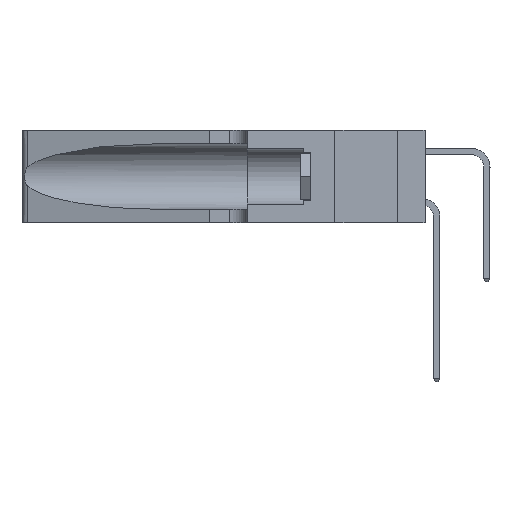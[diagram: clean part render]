
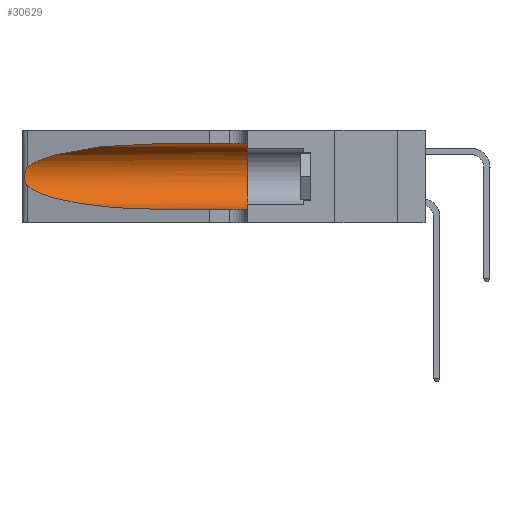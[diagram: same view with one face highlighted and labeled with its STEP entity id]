
A CAD part, left-side view. The second image highlights one B-rep face of the part: STEP entity #30629.
In plain terms, the highlighted cylindrical face has radius 3.308 mm (diameter 6.617 mm), a partial arc.
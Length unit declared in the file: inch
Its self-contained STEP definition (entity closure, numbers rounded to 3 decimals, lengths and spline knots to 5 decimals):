
#273 = VECTOR ( 'NONE', #22402, 39.37008 ) ;
#1142 = CARTESIAN_POINT ( 'NONE',  ( 0.25639, 1.23184, 0.21858 ) ) ;
#1154 = EDGE_CURVE ( 'NONE', #27863, #35180, #40374, .T. ) ;
#1284 = CARTESIAN_POINT ( 'NONE',  ( 0.25555, 1.22994, 0.2215 ) ) ;
#2004 = EDGE_CURVE ( 'NONE', #13682, #27863, #34264, .T. ) ;
#4190 = CARTESIAN_POINT ( 'NONE',  ( 0.25639, 1.23186, 0.15144 ) ) ;
#4458 = CARTESIAN_POINT ( 'NONE',  ( 0.26017, 1.23833, 0.17102 ) ) ;
#4600 = CARTESIAN_POINT ( 'NONE',  ( 0.25787, 1.23484, 0.2124 ) ) ;
#4713 = EDGE_CURVE ( 'NONE', #18515, #36820, #8689, .T. ) ;
#5080 = VECTOR ( 'NONE', #27857, 39.37008 ) ;
#5246 = ORIENTED_EDGE ( 'NONE', *, *, #30538, .T. ) ;
#5335 = CARTESIAN_POINT ( 'NONE',  ( 0.2373, 1.15595, 0.08982 ) ) ;
#5408 = CARTESIAN_POINT ( 'NONE',  ( 0.1305, 1.61858, 0.185 ) ) ;
#5831 = CARTESIAN_POINT ( 'NONE',  ( 0.1305, 1.61858, 0.31525 ) ) ;
#5934 = ORIENTED_EDGE ( 'NONE', *, *, #25683, .F. ) ;
#6874 = DIRECTION ( 'NONE',  ( 0., 1., 0. ) ) ;
#8184 = ORIENTED_EDGE ( 'NONE', *, *, #4713, .T. ) ;
#8689 = LINE ( 'NONE', #15800, #273 ) ;
#10670 = CARTESIAN_POINT ( 'NONE',  ( 0.26075, 1.23896, 0.178 ) ) ;
#11550 = CARTESIAN_POINT ( 'NONE',  ( 0.1305, 0.35, 0.05475 ) ) ;
#11943 = CARTESIAN_POINT ( 'NONE',  ( 0.1305, 0.72297, 0.31525 ) ) ;
#12025 = DIRECTION ( 'NONE',  ( 0., -1., 0. ) ) ;
#12348 = CYLINDRICAL_SURFACE ( 'NONE', #13884, 0.13025 ) ;
#12494 = LINE ( 'NONE', #5831, #5080 ) ;
#13682 = VERTEX_POINT ( 'NONE', #11943 ) ;
#13884 = AXIS2_PLACEMENT_3D ( 'NONE', #5408, #12025, #27405 ) ;
#14915 = CARTESIAN_POINT ( 'NONE',  ( 0.1305, 0.35, 0.185 ) ) ;
#15800 = CARTESIAN_POINT ( 'NONE',  ( 0.1305, 1.61858, 0.05475 ) ) ;
#16317 = CARTESIAN_POINT ( 'NONE',  ( 0.25487, 1.22718, 0.14631 ) ) ;
#17126 = CARTESIAN_POINT ( 'NONE',  ( 0.25487, 1.22718, 0.14631 ) ) ;
#18270 = CARTESIAN_POINT ( 'NONE',  ( 0.25487, 1.22718, 0.22369 ) ) ;
#18515 = VERTEX_POINT ( 'NONE', #37603 ) ;
#19303 = CARTESIAN_POINT ( 'NONE',  ( 0.2373, 1.15595, 0.28018 ) ) ;
#20278 = CARTESIAN_POINT ( 'NONE',  ( 0.26075, 1.23896, 0.19203 ) ) ;
#20501 = CARTESIAN_POINT ( 'NONE',  ( 0.1305, 0.72297, 0.05475 ) ) ;
#20885 =( BOUNDED_CURVE ( )  B_SPLINE_CURVE ( 3, ( #24749, #5335, #38851, #20501 ),
 .UNSPECIFIED., .F., .F. ) 
 B_SPLINE_CURVE_WITH_KNOTS ( ( 4, 4 ),
 ( 3.44316, 4.71239 ),
 .UNSPECIFIED. ) 
 CURVE ( )  GEOMETRIC_REPRESENTATION_ITEM ( )  RATIONAL_B_SPLINE_CURVE ( ( 1., 0.87, 0.87, 1. ) ) 
 REPRESENTATION_ITEM ( '' )  );
#22161 = CIRCLE ( 'NONE', #35113, 0.13025 ) ;
#22402 = DIRECTION ( 'NONE',  ( 0., -1., 0. ) ) ;
#22597 = CARTESIAN_POINT ( 'NONE',  ( 0.25487, 1.22718, 0.22369 ) ) ;
#22914 = CARTESIAN_POINT ( 'NONE',  ( 0.25854, 1.2359, 0.20912 ) ) ;
#23319 = CARTESIAN_POINT ( 'NONE',  ( 0.26018, 1.23835, 0.19895 ) ) ;
#24749 = CARTESIAN_POINT ( 'NONE',  ( 0.25487, 1.22718, 0.14631 ) ) ;
#25146 = ORIENTED_EDGE ( 'NONE', *, *, #2004, .T. ) ;
#25683 = EDGE_CURVE ( 'NONE', #29074, #36820, #22161, .T. ) ;
#25884 = CARTESIAN_POINT ( 'NONE',  ( 0.1305, 0.72297, 0.31525 ) ) ;
#27405 = DIRECTION ( 'NONE',  ( 0., 0., -1. ) ) ;
#27857 = DIRECTION ( 'NONE',  ( 0., -1., 0. ) ) ;
#27863 = VERTEX_POINT ( 'NONE', #18270 ) ;
#29062 = CARTESIAN_POINT ( 'NONE',  ( 0.18966, 0.96281, 0.31525 ) ) ;
#29074 = VERTEX_POINT ( 'NONE', #36213 ) ;
#30538 = EDGE_CURVE ( 'NONE', #35180, #18515, #20885, .T. ) ;
#30629 = ADVANCED_FACE ( 'NONE', ( #33007 ), #12348, .F. ) ;
#30869 = ORIENTED_EDGE ( 'NONE', *, *, #1154, .T. ) ;
#33007 = FACE_OUTER_BOUND ( 'NONE', #39756, .T. ) ;
#34264 =( BOUNDED_CURVE ( )  B_SPLINE_CURVE ( 3, ( #25884, #29062, #19303, #22597 ),
 .UNSPECIFIED., .F., .F. ) 
 B_SPLINE_CURVE_WITH_KNOTS ( ( 4, 4 ),
 ( 1.5708, 2.84003 ),
 .UNSPECIFIED. ) 
 CURVE ( )  GEOMETRIC_REPRESENTATION_ITEM ( )  RATIONAL_B_SPLINE_CURVE ( ( 1., 0.87, 0.87, 1. ) ) 
 REPRESENTATION_ITEM ( '' )  );
#35113 = AXIS2_PLACEMENT_3D ( 'NONE', #14915, #6874, #35915 ) ;
#35180 = VERTEX_POINT ( 'NONE', #16317 ) ;
#35487 = ORIENTED_EDGE ( 'NONE', *, *, #35637, .F. ) ;
#35637 = EDGE_CURVE ( 'NONE', #13682, #29074, #12494, .T. ) ;
#35709 = CARTESIAN_POINT ( 'NONE',  ( 0.25487, 1.22718, 0.22369 ) ) ;
#35843 = CARTESIAN_POINT ( 'NONE',  ( 0.25555, 1.22993, 0.14849 ) ) ;
#35915 = DIRECTION ( 'NONE',  ( 0., 0., 1. ) ) ;
#35974 = CARTESIAN_POINT ( 'NONE',  ( 0.25789, 1.23486, 0.15765 ) ) ;
#36213 = CARTESIAN_POINT ( 'NONE',  ( 0.1305, 0.35, 0.31525 ) ) ;
#36820 = VERTEX_POINT ( 'NONE', #11550 ) ;
#37603 = CARTESIAN_POINT ( 'NONE',  ( 0.1305, 0.72297, 0.05475 ) ) ;
#38758 = CARTESIAN_POINT ( 'NONE',  ( 0.25856, 1.23593, 0.16098 ) ) ;
#38851 = CARTESIAN_POINT ( 'NONE',  ( 0.18966, 0.96281, 0.05475 ) ) ;
#39756 = EDGE_LOOP ( 'NONE', ( #25146, #30869, #5246, #8184, #5934, #35487 ) ) ;
#40374 = B_SPLINE_CURVE_WITH_KNOTS ( 'NONE', 3,
 ( #35709, #1284, #1142, #4600, #22914, #23319, #20278, #10670, #4458, #38758, #35974, #4190, #35843, #17126 ),
 .UNSPECIFIED., .F., .F.,
 ( 4, 2, 2, 2, 2, 2, 4 ),
 ( 0., 0.00027, 0.00053, 0.00107, 0.0016, 0.00187, 0.00214 ),
 .UNSPECIFIED. ) ;
